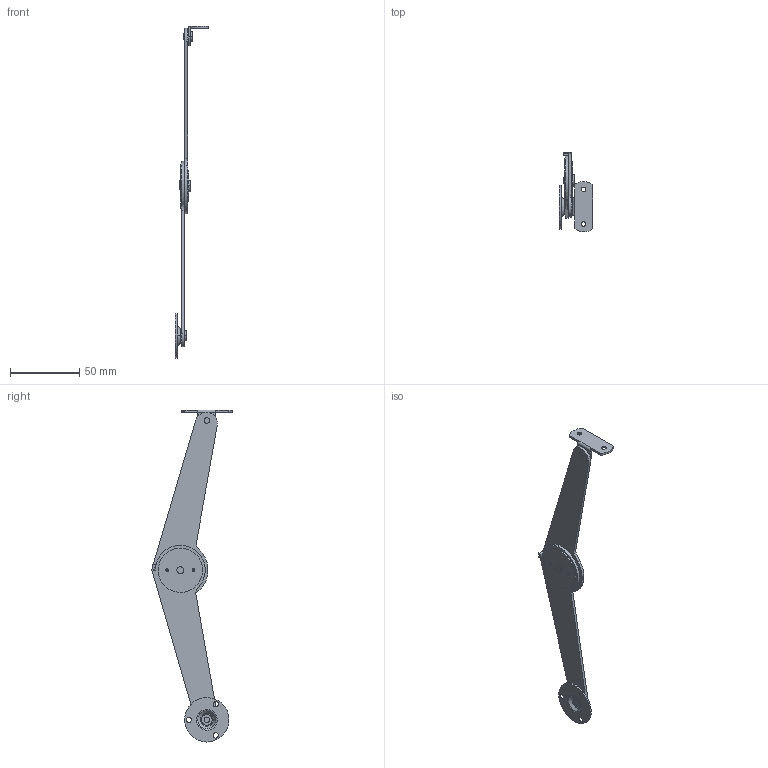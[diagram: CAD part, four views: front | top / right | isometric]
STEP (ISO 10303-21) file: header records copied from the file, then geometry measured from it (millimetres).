
FILE_DESCRIPTION((''),'2;1');
FILE_NAME('','2005-04-20T11:55:01',(''),(''),'','CADfix','');
FILE_SCHEMA(('AUTOMOTIVE_DESIGN'));
Length unit declared in the file: millimetre
Products named in the file (14): ball_mr-1; washer_A_mr-1; washer_B_mr; washer_A_mr; spring_A_mr; rivet_C_mr; rivet_B_mr; rivet_A_mr; bracket_B_mr; bracket_A_mr; ball_mr; arm_B_mr; arm_A_mr; TM_60_R_3679_36
Assembly tree (13 placements, depth 2):
  TM_60_R_3679_36
    ball_mr-1
    washer_A_mr-1
    washer_B_mr
    washer_A_mr
    spring_A_mr
    rivet_C_mr
    rivet_B_mr
    rivet_A_mr
    bracket_B_mr
    bracket_A_mr
    ball_mr
    arm_B_mr
    arm_A_mr
Bounding box: 24 x 57.83 x 239.6 mm (x, y, z)
Volume: 16003.4 mm3; surface area: 20597.7 mm2
Topology: 13 solids, 13 shells, 156 faces, 516 edges, 395 vertices
Faces by surface type: bspline 156
Entity records: 6724 total; most frequent: CARTESIAN_POINT 3615, ORIENTED_EDGE 1032, EDGE_CURVE 516, VERTEX_POINT 395, EDGE_LOOP 203, FACE_OUTER_BOUND 156, ADVANCED_FACE 156, QUASI_UNIFORM_CURVE 154
